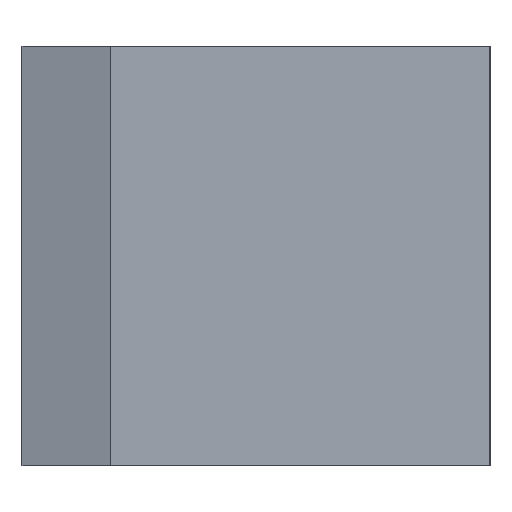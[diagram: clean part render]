
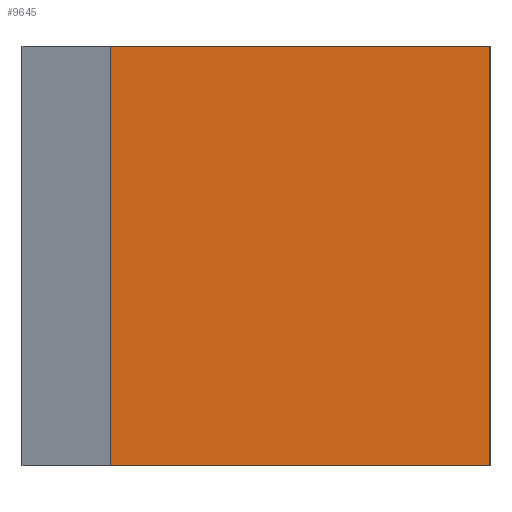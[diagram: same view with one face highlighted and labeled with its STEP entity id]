
A CAD part, left-side view. The second image highlights one B-rep face of the part: STEP entity #9645.
In plain terms, the highlighted planar face has unit normal (-1, 0, 0).
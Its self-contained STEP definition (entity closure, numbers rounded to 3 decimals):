
#2764=ORIENTED_EDGE('',*,*,#3686,.T.);
#2765=ORIENTED_EDGE('',*,*,#3229,.F.);
#2766=ORIENTED_EDGE('',*,*,#2768,.F.);
#2767=ORIENTED_EDGE('',*,*,#2773,.T.);
#2768=EDGE_CURVE('',#4142,#4143,#5058,.T.);
#2773=EDGE_CURVE('',#4142,#4147,#5063,.T.);
#3229=EDGE_CURVE('',#4143,#4602,#5519,.T.);
#3686=EDGE_CURVE('',#4147,#4602,#5976,.T.);
#4142=VERTEX_POINT('',#12418);
#4143=VERTEX_POINT('',#12419);
#4147=VERTEX_POINT('',#12428);
#4602=VERTEX_POINT('',#13341);
#5058=LINE('',#12417,#6432);
#5063=LINE('',#12429,#6437);
#5519=LINE('',#13340,#6893);
#5976=LINE('',#14254,#7350);
#6432=VECTOR('',#10123,1000.);
#6437=VECTOR('',#10130,1000.);
#6893=VECTOR('',#10588,1000.);
#7350=VECTOR('',#11047,1000.);
#8265=EDGE_LOOP('',(#2764,#2765,#2766,#2767));
#8725=FACE_BOUND('',#8265,.T.);
#9185=PLANE('',#10118);
#9645=ADVANCED_FACE('',(#8725),#9185,.T.);
#10118=AXIS2_PLACEMENT_3D('',#15165,#12413,#12414);
#10123=DIRECTION('',(0.,0.,-1.));
#10130=DIRECTION('',(0.,1.,0.));
#10588=DIRECTION('',(0.,1.,0.));
#11047=DIRECTION('',(0.,0.,-1.));
#12413=DIRECTION('',(-1.,0.,0.));
#12414=DIRECTION('',(0.,0.,1.));
#12417=CARTESIAN_POINT('',(0.,0.,3.));
#12418=CARTESIAN_POINT('',(0.,0.,3.));
#12419=CARTESIAN_POINT('',(0.,0.,-3.));
#12428=CARTESIAN_POINT('',(0.,5.432,3.));
#12429=CARTESIAN_POINT('',(0.,0.,3.));
#13340=CARTESIAN_POINT('',(0.,0.,-3.));
#13341=CARTESIAN_POINT('',(0.,5.432,-3.));
#14254=CARTESIAN_POINT('',(0.,5.432,3.));
#15165=CARTESIAN_POINT('',(0.,0.,3.));
